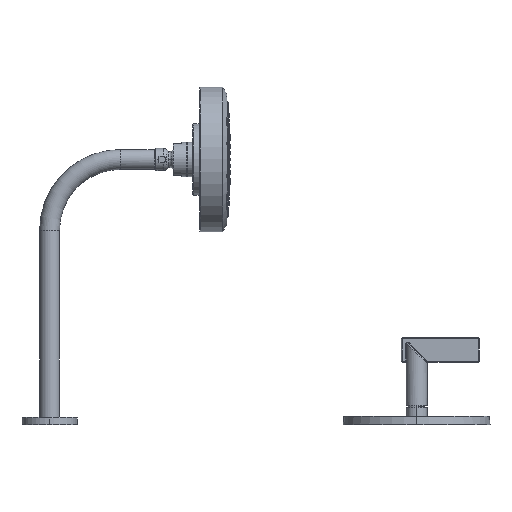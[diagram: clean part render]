
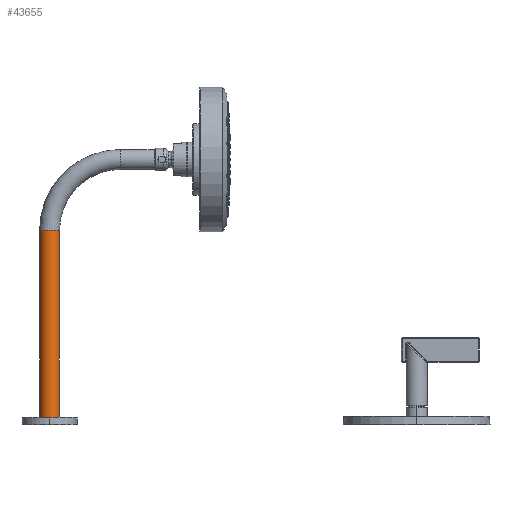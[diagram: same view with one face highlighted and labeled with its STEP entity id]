
A CAD part, left-side view. The second image highlights one B-rep face of the part: STEP entity #43655.
In plain terms, the highlighted cylindrical face has radius 10.319 mm (diameter 20.637 mm), a partial arc.
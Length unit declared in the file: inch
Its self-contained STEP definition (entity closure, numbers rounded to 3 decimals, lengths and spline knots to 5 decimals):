
#25304=CARTESIAN_POINT('',(0.,15.,7.944));
#25305=DIRECTION('',(0.,0.,1.));
#25306=DIRECTION('',(0.,1.,0.));
#25307=AXIS2_PLACEMENT_3D('',#25304,#25305,#25306);
#25314=DIRECTION('',(0.,0.,1.));
#25315=VECTOR('',#25314,7.634);
#25316=CARTESIAN_POINT('',(0.,15.40625,0.31));
#25317=LINE('',#25316,#25315);
#25318=CARTESIAN_POINT('',(0.,15.,0.31));
#25319=DIRECTION('',(0.,0.,1.));
#25320=DIRECTION('',(0.,1.,0.));
#25321=AXIS2_PLACEMENT_3D('',#25318,#25319,#25320);
#25376=DIRECTION('',(0.,0.,1.));
#25377=VECTOR('',#25376,7.634);
#25378=CARTESIAN_POINT('',(0.,14.59375,0.31));
#25379=LINE('',#25378,#25377);
#32687=CARTESIAN_POINT('',(0.,15.40625,7.944));
#32688=CARTESIAN_POINT('',(0.,14.59375,7.944));
#32689=VERTEX_POINT('',#32687);
#32690=VERTEX_POINT('',#32688);
#32709=CARTESIAN_POINT('',(0.,15.40625,0.31));
#32710=CARTESIAN_POINT('',(0.,14.59375,0.31));
#32711=VERTEX_POINT('',#32709);
#32712=VERTEX_POINT('',#32710);
#43641=CARTESIAN_POINT('',(0.,15.,-0.75));
#43642=DIRECTION('',(0.,0.,1.));
#43643=DIRECTION('',(0.,1.,0.));
#43644=AXIS2_PLACEMENT_3D('',#43641,#43642,#43643);
#43645=CYLINDRICAL_SURFACE('',#43644,0.40625);
#43647=ORIENTED_EDGE('',*,*,#43646,.F.);
#43649=ORIENTED_EDGE('',*,*,#43648,.T.);
#43650=ORIENTED_EDGE('',*,*,#43631,.T.);
#43652=ORIENTED_EDGE('',*,*,#43651,.F.);
#43653=EDGE_LOOP('',(#43647,#43649,#43650,#43652));
#43654=FACE_OUTER_BOUND('',#43653,.F.);
#43655=ADVANCED_FACE('',(#43654),#43645,.T.);
#25308=CIRCLE('',#25307,0.40625);
#25322=CIRCLE('',#25321,0.40625);
#43631=EDGE_CURVE('',#32689,#32690,#25308,.T.);
#43646=EDGE_CURVE('',#32711,#32712,#25322,.T.);
#43648=EDGE_CURVE('',#32711,#32689,#25317,.T.);
#43651=EDGE_CURVE('',#32712,#32690,#25379,.T.);
